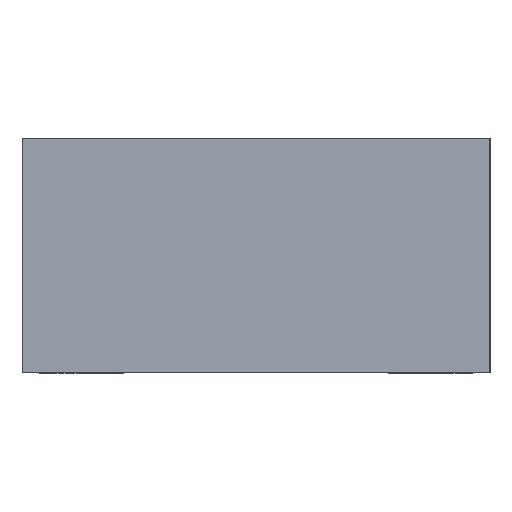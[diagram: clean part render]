
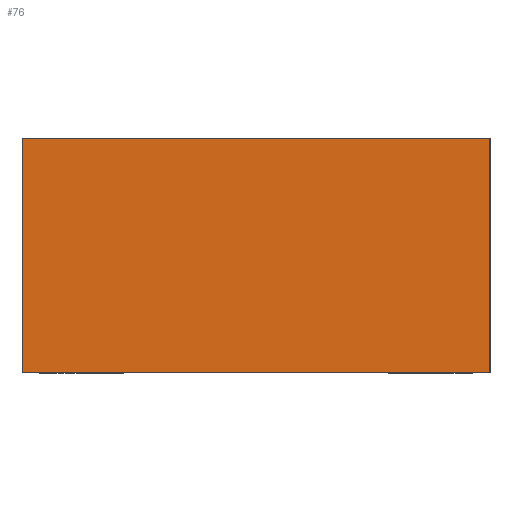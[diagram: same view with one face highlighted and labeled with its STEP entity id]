
A CAD part, left-side view. The second image highlights one B-rep face of the part: STEP entity #76.
In plain terms, the highlighted planar face has unit normal (-1, 0, 0).
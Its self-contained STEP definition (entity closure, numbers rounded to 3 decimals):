
#10 = ORIENTED_EDGE ( 'NONE', *, *, #131, .T. ) ;
#76 = ADVANCED_FACE ( 'NONE', ( #973 ), #652, .F. ) ;
#99 = AXIS2_PLACEMENT_3D ( 'NONE', #759, #236, #970 ) ;
#131 = EDGE_CURVE ( 'NONE', #1229, #685, #648, .T. ) ;
#161 = ORIENTED_EDGE ( 'NONE', *, *, #623, .F. ) ;
#206 = EDGE_CURVE ( 'NONE', #1274, #1283, #708, .T. ) ;
#236 = DIRECTION ( 'NONE',  ( 1., 0., 0. ) ) ;
#278 = CARTESIAN_POINT ( 'NONE',  ( -74., 30., 30. ) ) ;
#291 = VECTOR ( 'NONE', #902, 1000. ) ;
#344 = CARTESIAN_POINT ( 'NONE',  ( -74., 0., 0. ) ) ;
#360 = DIRECTION ( 'NONE',  ( 0., -1., 0. ) ) ;
#400 = ORIENTED_EDGE ( 'NONE', *, *, #727, .F. ) ;
#426 = VECTOR ( 'NONE', #977, 1000. ) ;
#546 = VECTOR ( 'NONE', #360, 1000. ) ;
#619 = VECTOR ( 'NONE', #983, 1000. ) ;
#623 = EDGE_CURVE ( 'NONE', #1229, #1274, #931, .T. ) ;
#648 = LINE ( 'NONE', #344, #426 ) ;
#652 = PLANE ( 'NONE',  #99 ) ;
#685 = VERTEX_POINT ( 'NONE', #1240 ) ;
#708 = LINE ( 'NONE', #1109, #546 ) ;
#726 = EDGE_LOOP ( 'NONE', ( #1063, #161, #10, #400 ) ) ;
#727 = EDGE_CURVE ( 'NONE', #1283, #685, #912, .T. ) ;
#759 = CARTESIAN_POINT ( 'NONE',  ( -74., -30., 30. ) ) ;
#796 = CARTESIAN_POINT ( 'NONE',  ( -74., 30., 15. ) ) ;
#802 = CARTESIAN_POINT ( 'NONE',  ( -74., -30., 30. ) ) ;
#805 = CARTESIAN_POINT ( 'NONE',  ( -74., -30., 15. ) ) ;
#902 = DIRECTION ( 'NONE',  ( 0., 0., -1. ) ) ;
#912 = LINE ( 'NONE', #805, #291 ) ;
#931 = LINE ( 'NONE', #796, #619 ) ;
#970 = DIRECTION ( 'NONE',  ( 0., 0., -1. ) ) ;
#973 = FACE_OUTER_BOUND ( 'NONE', #726, .T. ) ;
#977 = DIRECTION ( 'NONE',  ( 0., -1., 0. ) ) ;
#983 = DIRECTION ( 'NONE',  ( 0., 0., 1. ) ) ;
#1063 = ORIENTED_EDGE ( 'NONE', *, *, #206, .F. ) ;
#1098 = CARTESIAN_POINT ( 'NONE',  ( -74., 30., 0. ) ) ;
#1109 = CARTESIAN_POINT ( 'NONE',  ( -74., 0., 30. ) ) ;
#1229 = VERTEX_POINT ( 'NONE', #1098 ) ;
#1240 = CARTESIAN_POINT ( 'NONE',  ( -74., -30., 0. ) ) ;
#1274 = VERTEX_POINT ( 'NONE', #278 ) ;
#1283 = VERTEX_POINT ( 'NONE', #802 ) ;
